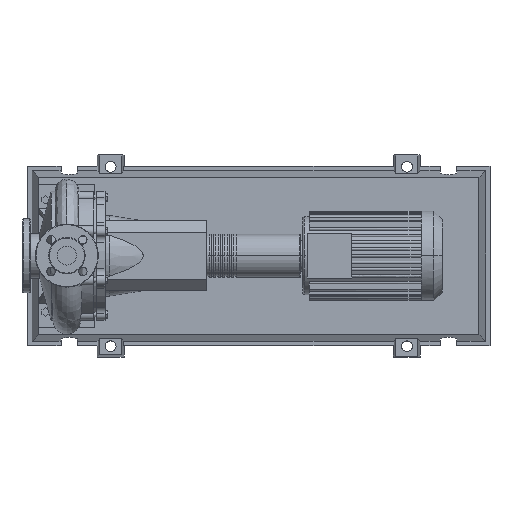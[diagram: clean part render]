
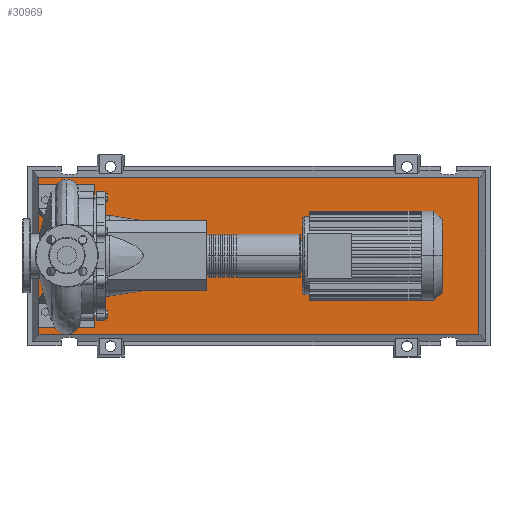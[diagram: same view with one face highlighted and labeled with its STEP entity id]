
A CAD part, top view. The second image highlights one B-rep face of the part: STEP entity #30969.
In plain terms, the highlighted planar face has unit normal (0, 0, 1).
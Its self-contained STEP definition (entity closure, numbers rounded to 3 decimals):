
#30650=CARTESIAN_POINT('',(917.971,-175.471,103.0));
#30651=VERTEX_POINT('',#30650);
#30658=CARTESIAN_POINT('',(-62.971,-175.471,103.0));
#30659=VERTEX_POINT('',#30658);
#30660=CARTESIAN_POINT('',(917.971,-175.471,103.0));
#30661=DIRECTION('',(-1.0,0.0,0.0));
#30662=VECTOR('',#30661,980.941);
#30663=LINE('',#30660,#30662);
#30664=EDGE_CURVE('',#30651,#30659,#30663,.T.);
#30882=CARTESIAN_POINT('',(917.971,175.471,103.0));
#30883=VERTEX_POINT('',#30882);
#30884=CARTESIAN_POINT('',(917.971,175.471,103.0));
#30885=DIRECTION('',(0.0,-1.0,0.0));
#30886=VECTOR('',#30885,350.941);
#30887=LINE('',#30884,#30886);
#30888=EDGE_CURVE('',#30883,#30651,#30887,.T.);
#30906=CARTESIAN_POINT('',(-62.971,175.471,103.0));
#30907=VERTEX_POINT('',#30906);
#30908=CARTESIAN_POINT('',(-62.971,-175.471,103.0));
#30909=DIRECTION('',(0.0,1.0,0.0));
#30910=VECTOR('',#30909,350.941);
#30911=LINE('',#30908,#30910);
#30912=EDGE_CURVE('',#30659,#30907,#30911,.T.);
#30945=CARTESIAN_POINT('',(-62.971,175.471,103.0));
#30946=DIRECTION('',(1.0,0.0,0.0));
#30947=VECTOR('',#30946,980.941);
#30948=LINE('',#30945,#30947);
#30949=EDGE_CURVE('',#30907,#30883,#30948,.T.);
#30958=CARTESIAN_POINT('',(427.5,0.,103.0));
#30959=DIRECTION('',(0.0,0.0,1.0));
#30960=DIRECTION('',(1.0,0.0,0.0));
#30961=AXIS2_PLACEMENT_3D('',#30958,#30959,#30960);
#30962=PLANE('',#30961);
#30963=ORIENTED_EDGE('',*,*,#30888,.F.);
#30964=ORIENTED_EDGE('',*,*,#30949,.F.);
#30965=ORIENTED_EDGE('',*,*,#30912,.F.);
#30966=ORIENTED_EDGE('',*,*,#30664,.F.);
#30967=EDGE_LOOP('',(#30963,#30964,#30965,#30966));
#30968=FACE_OUTER_BOUND('',#30967,.T.);
#30969=ADVANCED_FACE('',(#30968),#30962,.T.);
